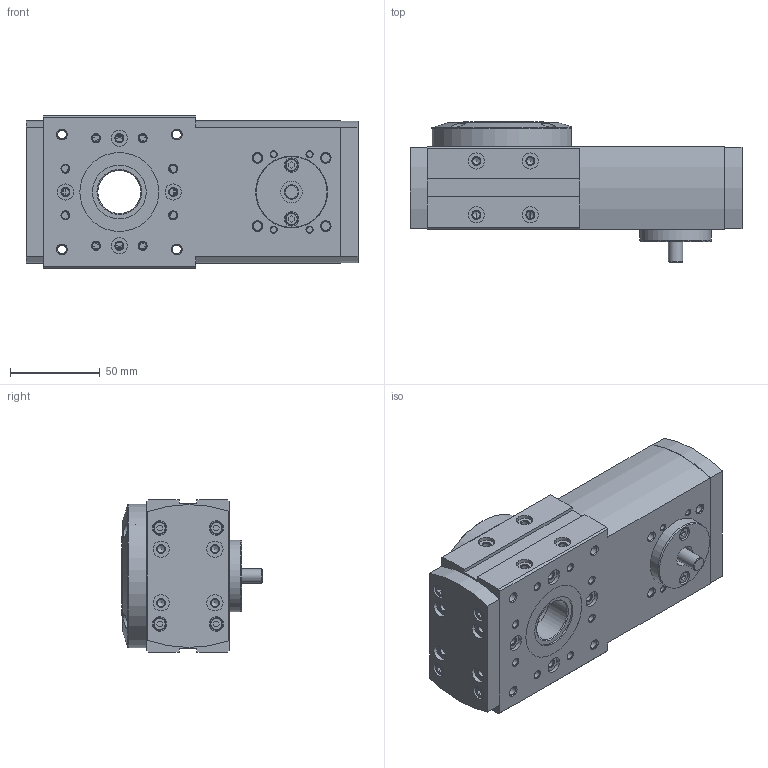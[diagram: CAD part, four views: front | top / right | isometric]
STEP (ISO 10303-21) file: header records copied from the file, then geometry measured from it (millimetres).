
FILE_DESCRIPTION(/* description */ ('STEP AP214'),/* implementation_level */ '2;1');
FILE_NAME(/* name */ '552707_ERMB-25',/* time_stamp */ '2024-08-27T11:29:44+02:00',/* author */ ('License CC BY-ND 4.0'),/* organization */ ('CADENAS'),/* preprocessor_version */ 'ST-DEVELOPER v19.3',/* originating_system */ 'PARTsolutions',/* authorisation */ ' ');
FILE_SCHEMA (('AUTOMOTIVE_DESIGN {1 0 10303 214 3 1 1}'));
Length unit declared in the file: millimetre
Products named in the file (5): 552707 ERMB-25; 552707ERMB-25---(B); 552707ERMB-25---(R); 552707ERMB-25---(Z); 552707ERMB-25---(W)
Assembly tree (4 placements, depth 2):
  552707 ERMB-25
    552707ERMB-25---(B)
    552707ERMB-25---(R)
    552707ERMB-25---(Z)
    552707ERMB-25---(W)
Bounding box: 185 x 78.45 x 85 mm (x, y, z)
Volume: 458359.6 mm3; surface area: 132993.7 mm2
Topology: 4 solids, 4 shells, 489 faces, 1223 edges, 791 vertices
Faces by surface type: plane 222, cylinder 163, cone 89, torus 14, sphere 1
Full cylindrical faces by diameter (mm): 2.459 x1, 3.242 x8, 4 x1, 4.134 x30, 4.3 x4, 4.5 x4, 4.917 x12, 5 x1, 6.2 x4, 6.917 x1, 7 x10, 8 x17, 8.02 x1, 9 x26, 10 x4, 12 x1, 14.52 x1, 22 x1, 23.917 x1, 24 x1, 30 x2, 33 x1, 34.8 x1, 35 x1, 40 x1, 43.99 x1, 44 x1, 45 x2, 47 x1, 50 x2
Entity records: 13071 total; most frequent: CARTESIAN_POINT 2306, DIRECTION 2265, ORIENTED_EDGE 1746, AXIS2_PLACEMENT_3D 935, FACE_BOUND 930, EDGE_LOOP 909, EDGE_CURVE 873, VERTEX_POINT 717
